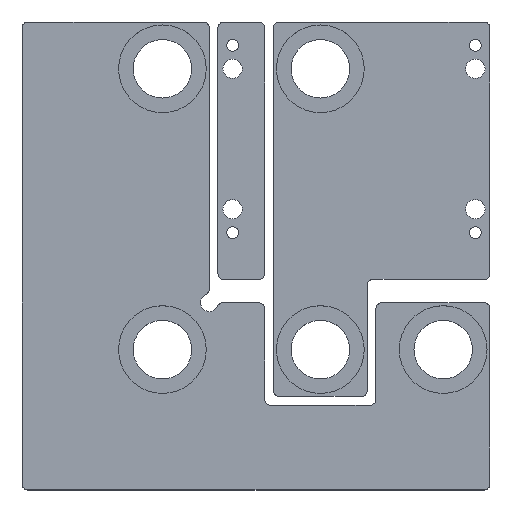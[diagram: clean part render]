
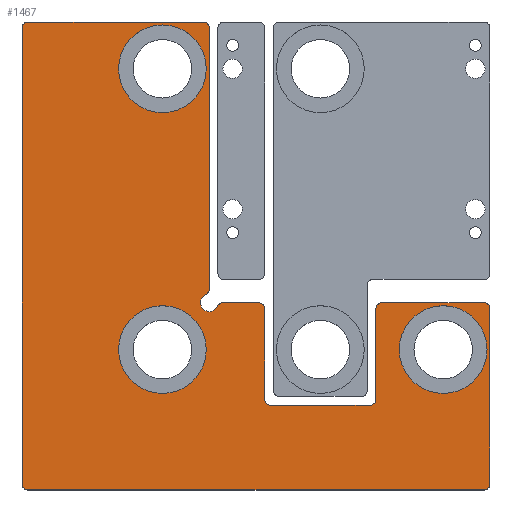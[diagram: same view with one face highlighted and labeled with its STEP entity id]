
A CAD part, top view. The second image highlights one B-rep face of the part: STEP entity #1467.
In plain terms, the highlighted planar face has unit normal (0, 0, 1).
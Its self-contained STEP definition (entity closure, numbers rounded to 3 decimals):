
#27=FACE_BOUND('',#186,.T.);
#28=FACE_BOUND('',#187,.T.);
#29=FACE_BOUND('',#188,.T.);
#66=PLANE('',#1572);
#98=FACE_OUTER_BOUND('',#185,.T.);
#185=EDGE_LOOP('',(#998,#999,#1000,#1001,#1002,#1003,#1004,#1005,#1006,
#1007,#1008,#1009,#1010,#1011,#1012,#1013,#1014,#1015,#1016,#1017,#1018,
#1019));
#186=EDGE_LOOP('',(#1020));
#187=EDGE_LOOP('',(#1021));
#188=EDGE_LOOP('',(#1022));
#312=LINE('',#2248,#428);
#313=LINE('',#2252,#429);
#314=LINE('',#2256,#430);
#315=LINE('',#2260,#431);
#316=LINE('',#2268,#432);
#317=LINE('',#2272,#433);
#318=LINE('',#2276,#434);
#319=LINE('',#2280,#435);
#320=LINE('',#2284,#436);
#321=LINE('',#2287,#437);
#428=VECTOR('',#1764,10.);
#429=VECTOR('',#1767,10.);
#430=VECTOR('',#1770,10.);
#431=VECTOR('',#1773,10.);
#432=VECTOR('',#1780,10.);
#433=VECTOR('',#1783,10.);
#434=VECTOR('',#1786,10.);
#435=VECTOR('',#1789,10.);
#436=VECTOR('',#1792,10.);
#437=VECTOR('',#1795,10.);
#542=CIRCLE('',#1570,2.);
#544=CIRCLE('',#1573,2.);
#545=CIRCLE('',#1574,2.);
#546=CIRCLE('',#1575,2.);
#547=CIRCLE('',#1576,2.);
#548=CIRCLE('',#1577,3.);
#549=CIRCLE('',#1578,2.);
#550=CIRCLE('',#1579,2.);
#551=CIRCLE('',#1580,2.);
#552=CIRCLE('',#1581,2.);
#553=CIRCLE('',#1582,2.);
#554=CIRCLE('',#1583,2.);
#555=CIRCLE('',#1584,15.);
#556=CIRCLE('',#1585,15.);
#557=CIRCLE('',#1586,15.);
#638=VERTEX_POINT('',#2238);
#639=VERTEX_POINT('',#2239);
#642=VERTEX_POINT('',#2247);
#643=VERTEX_POINT('',#2249);
#644=VERTEX_POINT('',#2251);
#645=VERTEX_POINT('',#2253);
#646=VERTEX_POINT('',#2255);
#647=VERTEX_POINT('',#2257);
#648=VERTEX_POINT('',#2259);
#649=VERTEX_POINT('',#2261);
#650=VERTEX_POINT('',#2263);
#651=VERTEX_POINT('',#2265);
#652=VERTEX_POINT('',#2267);
#653=VERTEX_POINT('',#2269);
#654=VERTEX_POINT('',#2271);
#655=VERTEX_POINT('',#2273);
#656=VERTEX_POINT('',#2275);
#657=VERTEX_POINT('',#2277);
#658=VERTEX_POINT('',#2279);
#659=VERTEX_POINT('',#2281);
#660=VERTEX_POINT('',#2283);
#661=VERTEX_POINT('',#2285);
#662=VERTEX_POINT('',#2288);
#663=VERTEX_POINT('',#2290);
#664=VERTEX_POINT('',#2292);
#782=EDGE_CURVE('',#638,#639,#542,.T.);
#786=EDGE_CURVE('',#638,#642,#312,.T.);
#787=EDGE_CURVE('',#643,#642,#544,.T.);
#788=EDGE_CURVE('',#643,#644,#313,.T.);
#789=EDGE_CURVE('',#645,#644,#545,.T.);
#790=EDGE_CURVE('',#645,#646,#314,.T.);
#791=EDGE_CURVE('',#647,#646,#546,.T.);
#792=EDGE_CURVE('',#647,#648,#315,.T.);
#793=EDGE_CURVE('',#649,#648,#547,.T.);
#794=EDGE_CURVE('',#649,#650,#548,.T.);
#795=EDGE_CURVE('',#651,#650,#549,.T.);
#796=EDGE_CURVE('',#651,#652,#316,.T.);
#797=EDGE_CURVE('',#653,#652,#550,.T.);
#798=EDGE_CURVE('',#653,#654,#317,.T.);
#799=EDGE_CURVE('',#655,#654,#551,.T.);
#800=EDGE_CURVE('',#655,#656,#318,.T.);
#801=EDGE_CURVE('',#657,#656,#552,.T.);
#802=EDGE_CURVE('',#657,#658,#319,.T.);
#803=EDGE_CURVE('',#659,#658,#553,.T.);
#804=EDGE_CURVE('',#659,#660,#320,.T.);
#805=EDGE_CURVE('',#661,#660,#554,.T.);
#806=EDGE_CURVE('',#661,#639,#321,.T.);
#807=EDGE_CURVE('',#662,#662,#555,.T.);
#808=EDGE_CURVE('',#663,#663,#556,.T.);
#809=EDGE_CURVE('',#664,#664,#557,.T.);
#998=ORIENTED_EDGE('',*,*,#782,.F.);
#999=ORIENTED_EDGE('',*,*,#786,.T.);
#1000=ORIENTED_EDGE('',*,*,#787,.F.);
#1001=ORIENTED_EDGE('',*,*,#788,.T.);
#1002=ORIENTED_EDGE('',*,*,#789,.F.);
#1003=ORIENTED_EDGE('',*,*,#790,.T.);
#1004=ORIENTED_EDGE('',*,*,#791,.F.);
#1005=ORIENTED_EDGE('',*,*,#792,.T.);
#1006=ORIENTED_EDGE('',*,*,#793,.F.);
#1007=ORIENTED_EDGE('',*,*,#794,.T.);
#1008=ORIENTED_EDGE('',*,*,#795,.F.);
#1009=ORIENTED_EDGE('',*,*,#796,.T.);
#1010=ORIENTED_EDGE('',*,*,#797,.F.);
#1011=ORIENTED_EDGE('',*,*,#798,.T.);
#1012=ORIENTED_EDGE('',*,*,#799,.F.);
#1013=ORIENTED_EDGE('',*,*,#800,.T.);
#1014=ORIENTED_EDGE('',*,*,#801,.F.);
#1015=ORIENTED_EDGE('',*,*,#802,.T.);
#1016=ORIENTED_EDGE('',*,*,#803,.F.);
#1017=ORIENTED_EDGE('',*,*,#804,.T.);
#1018=ORIENTED_EDGE('',*,*,#805,.F.);
#1019=ORIENTED_EDGE('',*,*,#806,.T.);
#1020=ORIENTED_EDGE('',*,*,#807,.T.);
#1021=ORIENTED_EDGE('',*,*,#808,.T.);
#1022=ORIENTED_EDGE('',*,*,#809,.T.);
#1467=ADVANCED_FACE('',(#98,#27,#28,#29),#66,.T.);
#1570=AXIS2_PLACEMENT_3D('',#2240,#1756,#1757);
#1572=AXIS2_PLACEMENT_3D('',#2246,#1762,#1763);
#1573=AXIS2_PLACEMENT_3D('',#2250,#1765,#1766);
#1574=AXIS2_PLACEMENT_3D('',#2254,#1768,#1769);
#1575=AXIS2_PLACEMENT_3D('',#2258,#1771,#1772);
#1576=AXIS2_PLACEMENT_3D('',#2262,#1774,#1775);
#1577=AXIS2_PLACEMENT_3D('',#2264,#1776,#1777);
#1578=AXIS2_PLACEMENT_3D('',#2266,#1778,#1779);
#1579=AXIS2_PLACEMENT_3D('',#2270,#1781,#1782);
#1580=AXIS2_PLACEMENT_3D('',#2274,#1784,#1785);
#1581=AXIS2_PLACEMENT_3D('',#2278,#1787,#1788);
#1582=AXIS2_PLACEMENT_3D('',#2282,#1790,#1791);
#1583=AXIS2_PLACEMENT_3D('',#2286,#1793,#1794);
#1584=AXIS2_PLACEMENT_3D('',#2289,#1796,#1797);
#1585=AXIS2_PLACEMENT_3D('',#2291,#1798,#1799);
#1586=AXIS2_PLACEMENT_3D('',#2293,#1800,#1801);
#1756=DIRECTION('center_axis',(0.,0.,-1.));
#1757=DIRECTION('ref_axis',(-0.707,0.707,0.));
#1762=DIRECTION('center_axis',(0.,0.,1.));
#1763=DIRECTION('ref_axis',(1.,0.,0.));
#1764=DIRECTION('',(0.,-1.,0.));
#1765=DIRECTION('center_axis',(0.,0.,1.));
#1766=DIRECTION('ref_axis',(0.707,-0.707,0.));
#1767=DIRECTION('',(-1.,0.,0.));
#1768=DIRECTION('center_axis',(0.,0.,1.));
#1769=DIRECTION('ref_axis',(-0.707,-0.707,0.));
#1770=DIRECTION('',(0.,1.,0.));
#1771=DIRECTION('center_axis',(0.,0.,-1.));
#1772=DIRECTION('ref_axis',(0.707,0.707,0.));
#1773=DIRECTION('',(-1.,0.,0.));
#1774=DIRECTION('center_axis',(0.,0.,-1.));
#1775=DIRECTION('ref_axis',(-0.548,0.837,0.));
#1776=DIRECTION('center_axis',(0.,0.,-1.));
#1777=DIRECTION('ref_axis',(-1.,0.,0.));
#1778=DIRECTION('center_axis',(0.,0.,-1.));
#1779=DIRECTION('ref_axis',(0.837,-0.548,0.));
#1780=DIRECTION('',(0.,1.,0.));
#1781=DIRECTION('center_axis',(0.,0.,-1.));
#1782=DIRECTION('ref_axis',(0.707,0.707,0.));
#1783=DIRECTION('',(-1.,0.,0.));
#1784=DIRECTION('center_axis',(0.,0.,-1.));
#1785=DIRECTION('ref_axis',(-0.707,0.707,0.));
#1786=DIRECTION('',(0.,-1.,0.));
#1787=DIRECTION('center_axis',(0.,0.,-1.));
#1788=DIRECTION('ref_axis',(-0.707,-0.707,0.));
#1789=DIRECTION('',(1.,0.,0.));
#1790=DIRECTION('center_axis',(0.,0.,-1.));
#1791=DIRECTION('ref_axis',(0.707,-0.707,0.));
#1792=DIRECTION('',(0.,1.,0.));
#1793=DIRECTION('center_axis',(0.,0.,-1.));
#1794=DIRECTION('ref_axis',(0.707,0.707,0.));
#1795=DIRECTION('',(-1.,0.,0.));
#1796=DIRECTION('center_axis',(0.,0.,-1.));
#1797=DIRECTION('ref_axis',(-1.,0.,0.));
#1798=DIRECTION('center_axis',(0.,0.,-1.));
#1799=DIRECTION('ref_axis',(-1.,0.,0.));
#1800=DIRECTION('center_axis',(0.,0.,-1.));
#1801=DIRECTION('ref_axis',(-1.,0.,0.));
#2238=CARTESIAN_POINT('',(121.,62.,10.));
#2239=CARTESIAN_POINT('',(123.,64.,10.));
#2240=CARTESIAN_POINT('Origin',(123.,62.,10.));
#2246=CARTESIAN_POINT('Origin',(80.,80.,10.));
#2247=CARTESIAN_POINT('',(121.,31.,10.));
#2248=CARTESIAN_POINT('',(121.,72.,10.));
#2249=CARTESIAN_POINT('',(119.,29.,10.));
#2250=CARTESIAN_POINT('Origin',(119.,31.,10.));
#2251=CARTESIAN_POINT('',(85.,29.,10.));
#2252=CARTESIAN_POINT('',(100.5,29.,10.));
#2253=CARTESIAN_POINT('',(83.,31.,10.));
#2254=CARTESIAN_POINT('Origin',(85.,31.,10.));
#2255=CARTESIAN_POINT('',(83.,62.,10.));
#2256=CARTESIAN_POINT('',(83.,54.5,10.));
#2257=CARTESIAN_POINT('',(81.,64.,10.));
#2258=CARTESIAN_POINT('Origin',(81.,62.,10.));
#2259=CARTESIAN_POINT('',(68.583,64.,10.));
#2260=CARTESIAN_POINT('',(160.,64.,10.));
#2261=CARTESIAN_POINT('',(66.75,62.8,10.));
#2262=CARTESIAN_POINT('Origin',(68.583,62.,10.));
#2263=CARTESIAN_POINT('',(62.8,66.75,10.));
#2264=CARTESIAN_POINT('Origin',(64.,64.,10.));
#2265=CARTESIAN_POINT('',(64.,68.583,10.));
#2266=CARTESIAN_POINT('Origin',(62.,68.583,10.));
#2267=CARTESIAN_POINT('',(64.,158.,10.));
#2268=CARTESIAN_POINT('',(64.,64.,10.));
#2269=CARTESIAN_POINT('',(62.,160.,10.));
#2270=CARTESIAN_POINT('Origin',(62.,158.,10.));
#2271=CARTESIAN_POINT('',(2.,160.,10.));
#2272=CARTESIAN_POINT('',(64.,160.,10.));
#2273=CARTESIAN_POINT('',(0.,158.,10.));
#2274=CARTESIAN_POINT('Origin',(2.,158.,10.));
#2275=CARTESIAN_POINT('',(0.,2.,10.));
#2276=CARTESIAN_POINT('',(0.,160.,10.));
#2277=CARTESIAN_POINT('',(2.,0.,10.));
#2278=CARTESIAN_POINT('Origin',(2.,2.,10.));
#2279=CARTESIAN_POINT('',(158.,0.,10.));
#2280=CARTESIAN_POINT('',(0.,0.,10.));
#2281=CARTESIAN_POINT('',(160.,2.,10.));
#2282=CARTESIAN_POINT('Origin',(158.,2.,10.));
#2283=CARTESIAN_POINT('',(160.,62.,10.));
#2284=CARTESIAN_POINT('',(160.,0.,10.));
#2285=CARTESIAN_POINT('',(158.,64.,10.));
#2286=CARTESIAN_POINT('Origin',(158.,62.,10.));
#2287=CARTESIAN_POINT('',(160.,64.,10.));
#2288=CARTESIAN_POINT('',(159.,48.,10.));
#2289=CARTESIAN_POINT('Origin',(144.,48.,10.));
#2290=CARTESIAN_POINT('',(63.,144.,10.));
#2291=CARTESIAN_POINT('Origin',(48.,144.,10.));
#2292=CARTESIAN_POINT('',(63.,48.,10.));
#2293=CARTESIAN_POINT('Origin',(48.,48.,10.));
